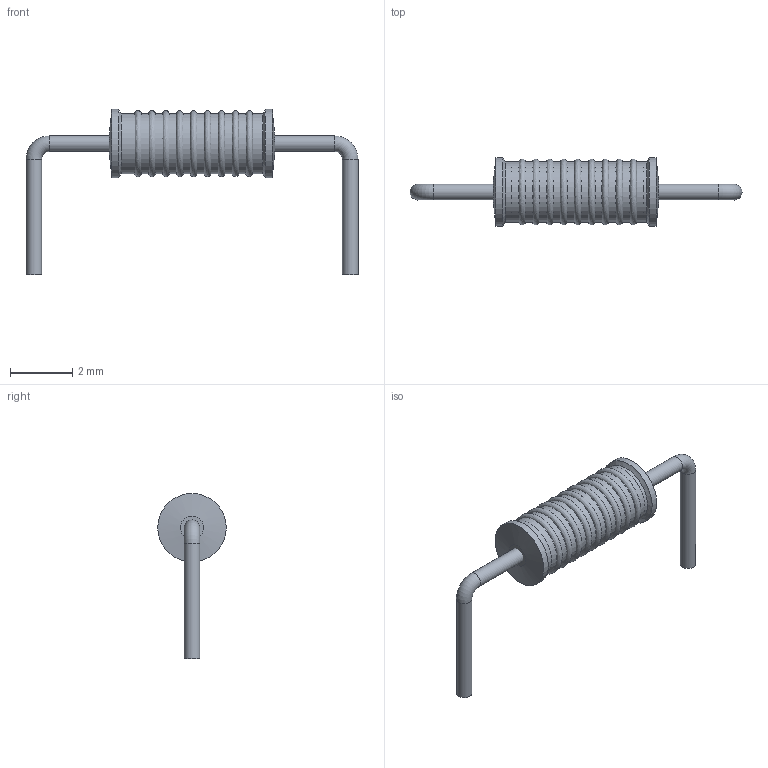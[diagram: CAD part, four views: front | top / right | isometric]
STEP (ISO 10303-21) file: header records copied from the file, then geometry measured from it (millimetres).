
FILE_DESCRIPTION(('FreeCAD Model'),'2;1');
FILE_NAME('L_Axial_L5.3mm_D2.2mm_P10.16mm_Horizontal_Vishay_IM-1.step', '2018-02-18T18:36:54',('Author'),(''), 'Open CASCADE STEP processor 6.8','FreeCAD','Unknown');
FILE_SCHEMA(('AUTOMOTIVE_DESIGN_CC2 { 1 2 10303 214 -1 1 5 4 }'));
Length unit declared in the file: millimetre
Products named in the file (8): ASSEMBLY; Axis001; Revolution001; Sweep; Sketch; Axis0; Revolution; Sketch001
Assembly tree (7 placements, depth 2):
  ASSEMBLY
    Axis001
    Revolution001
    Sweep
    Sketch
    Axis0
    Revolution
    Sketch001
Bounding box: 10.66 x 2.2 x 5.3 mm (x, y, z)
Volume: 25.4 mm3; surface area: 124.3 mm2
Topology: 3 solids, 3 shells, 38 faces, 106 edges, 111 vertices
Faces by surface type: cylinder 17, revolution 13, plane 6, torus 2
Full cylindrical faces by diameter (mm): 0.5 x3, 1.453 x1, 1.893 x10, 1.935 x1, 2.2 x2
Entity records: 1466 total; most frequent: DIRECTION 278, CARTESIAN_POINT 277, ORIENTED_EDGE 136, AXIS2_PLACEMENT_3D 113, CIRCLE 80, EDGE_CURVE 68, FACE_BOUND 40, EDGE_LOOP 40
